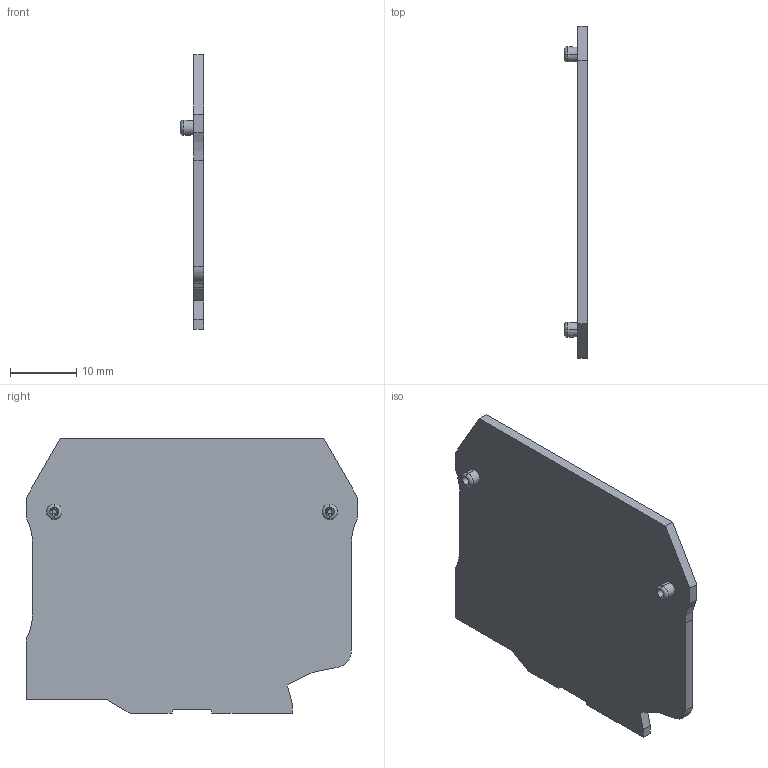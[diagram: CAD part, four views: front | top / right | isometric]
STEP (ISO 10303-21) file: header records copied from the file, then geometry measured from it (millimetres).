
FILE_DESCRIPTION (( 'STEP AP214' ), '1' );
FILE_NAME ('AF-CT30-00-K07-002-ZGL ARMAFIX 青汶篪赅 EPCY2.5_10BU IEK.STEP', '2024-10-30T10:21:56', ( '' ), ( '' ), 'SwSTEP 2.0', 'SolidWorks 2022', '' );
FILE_SCHEMA (( 'AUTOMOTIVE_DESIGN' ));
Length unit declared in the file: millimetre
Products named in the file (1): AF-CT30-00-K07-002-ZGL ARMAFIX Заглушка EPCY2.5_10BU IEK
Bounding box: 3.5 x 50 x 41.35 mm (x, y, z)
Volume: 2843.6 mm3; surface area: 4073.8 mm2
Topology: 1 solids, 1 shells, 50 faces, 124 edges, 80 vertices
Faces by surface type: plane 26, cylinder 8, cone 8, torus 8
Entity records: 1526 total; most frequent: DIRECTION 274, CARTESIAN_POINT 255, ORIENTED_EDGE 248, EDGE_CURVE 124, AXIS2_PLACEMENT_3D 99, VERTEX_POINT 80, LINE 76, VECTOR 76
